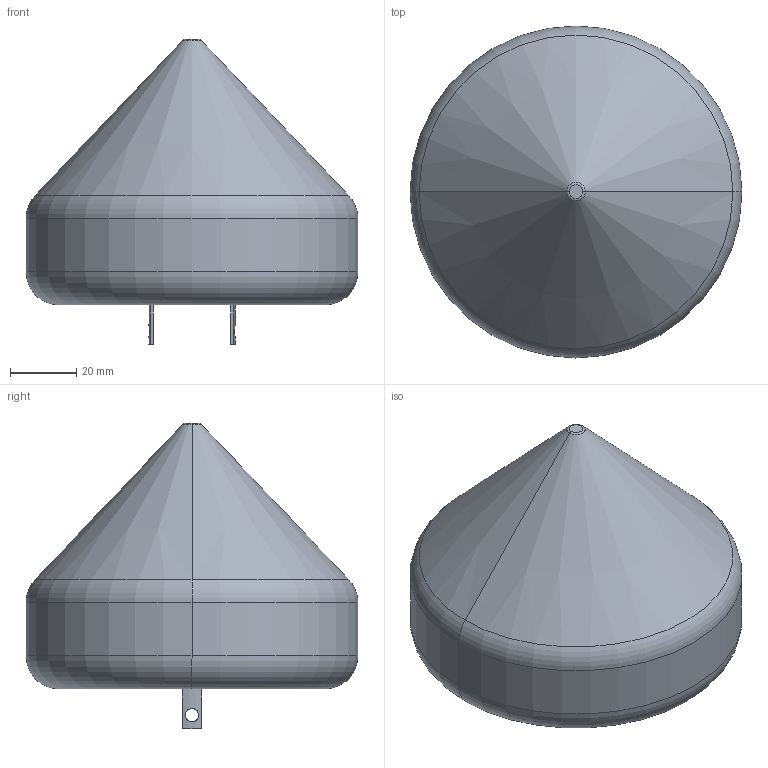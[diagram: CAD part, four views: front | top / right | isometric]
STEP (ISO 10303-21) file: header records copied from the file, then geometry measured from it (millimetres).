
FILE_DESCRIPTION (( 'STEP AP203' ), '1' );
FILE_NAME ('Tail_Default_sldprt.STEP', '2023-11-28T09:24:30', ( '' ), ( '' ), 'SwSTEP 2.0', 'SolidWorks 2023', '' );
FILE_SCHEMA (( 'CONFIG_CONTROL_DESIGN' ));
Length unit declared in the file: millimetre
Products named in the file (1): Tail_Default_sldprt
Bounding box: 100 x 100 x 92 mm (x, y, z)
Volume: 366468.1 mm3; surface area: 27462.7 mm2
Topology: 1 solids, 1 shells, 28 faces, 66 edges, 40 vertices
Faces by surface type: cylinder 12, plane 8, torus 6, cone 2
Entity records: 1097 total; most frequent: CARTESIAN_POINT 359, DIRECTION 146, ORIENTED_EDGE 132, EDGE_CURVE 66, AXIS2_PLACEMENT_3D 59, VERTEX_POINT 40, EDGE_LOOP 32, CIRCLE 30
